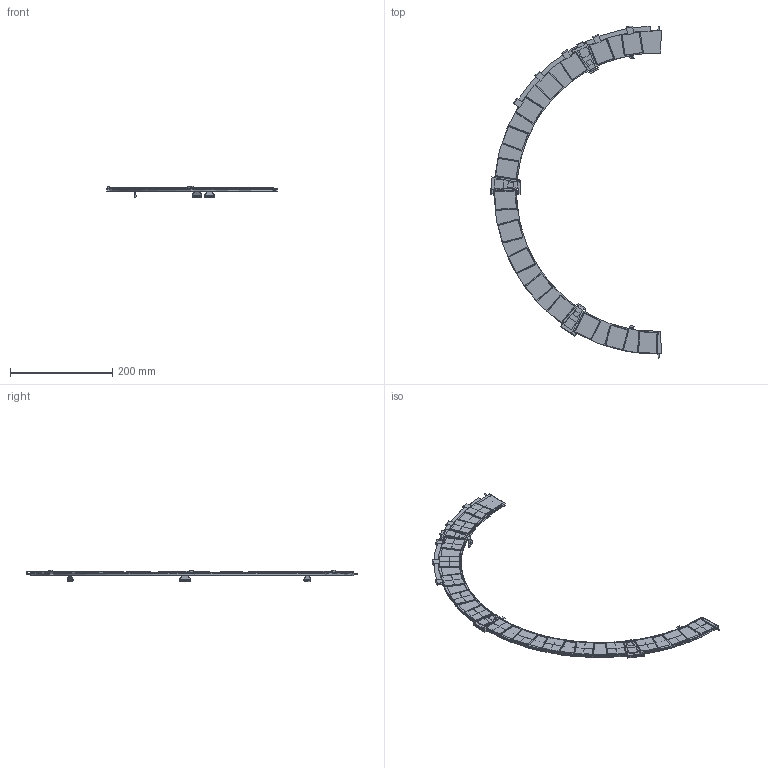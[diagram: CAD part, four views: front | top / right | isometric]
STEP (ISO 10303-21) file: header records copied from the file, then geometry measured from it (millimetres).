
FILE_DESCRIPTION((''),'2;1');
FILE_NAME('NP49-04-17_ASM','2014-02-06T',('sutclif'),(''),'PRO/ENGINEER BY PARAMETRIC TECHNOLOGY CORPORATION, 2010280','PRO/ENGINEER BY PARAMETRIC TECHNOLOGY CORPORATION, 2010280','');
FILE_SCHEMA(('CONFIG_CONTROL_DESIGN'));
Length unit declared in the file: millimetre
Products named in the file (17): NP49-04-16-01; NP49-04-16-02; NP49-04-16-03; NP49-04-16-04; NP49-04-16-05; NP49-04-16-08; NP49-04-16-06; NP49-04-16-07; NP49-04-16_ASM; NP49-04-03-01; NP49-04-03-02-FEI4; NP49-04-03-FLEX; NP49-04-03-BB; NP49-04-03_ASM; GBTX_CARD; OUTER-RING-TAPE; NP49-04-17_ASM
Assembly tree (53 placements, depth 3):
  NP49-04-17_ASM
    NP49-04-16_ASM
      NP49-04-16-01
      NP49-04-16-02
      NP49-04-16-03
      NP49-04-16-04
      NP49-04-16-05
      NP49-04-16-08
      NP49-04-16-06
      NP49-04-16-07
    NP49-04-03_ASM  x30
      NP49-04-03-01
      NP49-04-03-02-FEI4
      NP49-04-03-FLEX
      NP49-04-03-BB
    GBTX_CARD  x3
    OUTER-RING-TAPE
Bounding box: 334.72 x 650.84 x 21.96 mm (x, y, z)
Volume: 250946.5 mm3; surface area: 757691.8 mm2
Topology: 318 solids, 318 shells, 2177 faces, 4571 edges, 3042 vertices
Faces by surface type: plane 2040, cylinder 115, torus 22
Entity records: 10520 total; most frequent: CARTESIAN_POINT 1914, DIRECTION 1865, ORIENTED_EDGE 1618, EDGE_CURVE 809, AXIS2_PLACEMENT_3D 661, VECTOR 543, LINE 543, VERTEX_POINT 534
